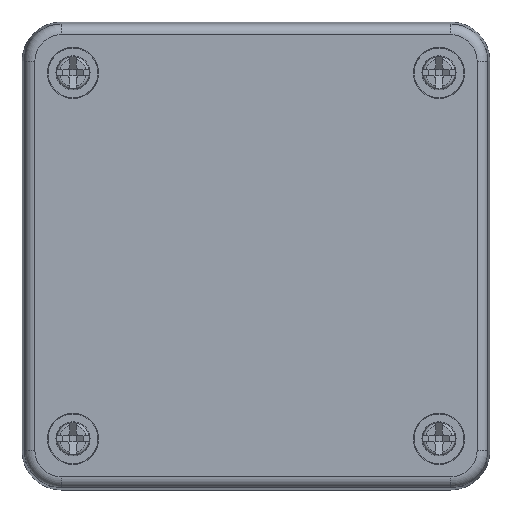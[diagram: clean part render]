
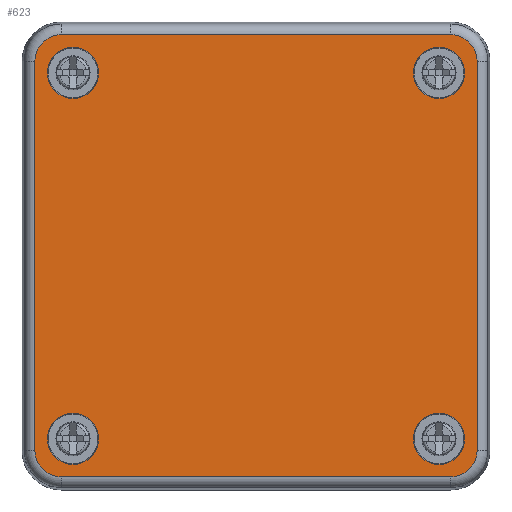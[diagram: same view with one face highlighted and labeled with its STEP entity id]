
A CAD part, top view. The second image highlights one B-rep face of the part: STEP entity #623.
In plain terms, the highlighted planar face has unit normal (0, 0, 1).
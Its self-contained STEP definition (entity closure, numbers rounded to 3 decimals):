
#623 = ADVANCED_FACE( '', ( #1542, #1543, #1544, #1545, #1546 ), #1547, .F. );
#1542 = FACE_BOUND( '', #2906, .T. );
#1543 = FACE_BOUND( '', #2907, .T. );
#1544 = FACE_BOUND( '', #2908, .T. );
#1545 = FACE_BOUND( '', #2909, .T. );
#1546 = FACE_OUTER_BOUND( '', #2910, .T. );
#1547 = PLANE( '', #2911 );
#2906 = EDGE_LOOP( '', ( #4552 ) );
#2907 = EDGE_LOOP( '', ( #4553 ) );
#2908 = EDGE_LOOP( '', ( #4554 ) );
#2909 = EDGE_LOOP( '', ( #4555 ) );
#2910 = EDGE_LOOP( '', ( #4556, #4557, #4558, #4559, #4560, #4561, #4562, #4563 ) );
#2911 = AXIS2_PLACEMENT_3D( '', #4564, #4565, #4566 );
#4552 = ORIENTED_EDGE( '', *, *, #7819, .T. );
#4553 = ORIENTED_EDGE( '', *, *, #7820, .T. );
#4554 = ORIENTED_EDGE( '', *, *, #7821, .T. );
#4555 = ORIENTED_EDGE( '', *, *, #7822, .T. );
#4556 = ORIENTED_EDGE( '', *, *, #7823, .T. );
#4557 = ORIENTED_EDGE( '', *, *, #7824, .F. );
#4558 = ORIENTED_EDGE( '', *, *, #7825, .T. );
#4559 = ORIENTED_EDGE( '', *, *, #7826, .F. );
#4560 = ORIENTED_EDGE( '', *, *, #7827, .F. );
#4561 = ORIENTED_EDGE( '', *, *, #7713, .T. );
#4562 = ORIENTED_EDGE( '', *, *, #7828, .F. );
#4563 = ORIENTED_EDGE( '', *, *, #7829, .T. );
#4564 = CARTESIAN_POINT( '', ( 37., 42.054, 19. ) );
#4565 = DIRECTION( '', ( 0., 0., -1. ) );
#4566 = DIRECTION( '', ( -1., 0., 0. ) );
#7713 = EDGE_CURVE( '', #9177, #9175, #9178, .T. );
#7819 = EDGE_CURVE( '', #9366, #9366, #9367, .T. );
#7820 = EDGE_CURVE( '', #9368, #9368, #9369, .T. );
#7821 = EDGE_CURVE( '', #9370, #9370, #9371, .T. );
#7822 = EDGE_CURVE( '', #9372, #9372, #9373, .T. );
#7823 = EDGE_CURVE( '', #9374, #9375, #9376, .T. );
#7824 = EDGE_CURVE( '', #9377, #9375, #9378, .T. );
#7825 = EDGE_CURVE( '', #9377, #9379, #9380, .T. );
#7826 = EDGE_CURVE( '', #9381, #9379, #9382, .T. );
#7827 = EDGE_CURVE( '', #9177, #9381, #9383, .T. );
#7828 = EDGE_CURVE( '', #9384, #9175, #9385, .T. );
#7829 = EDGE_CURVE( '', #9384, #9374, #9386, .T. );
#9175 = VERTEX_POINT( '', #11236 );
#9177 = VERTEX_POINT( '', #11238 );
#9178 = LINE( '', #11239, #11240 );
#9366 = VERTEX_POINT( '', #11492 );
#9367 = CIRCLE( '', #11493, 4.868 );
#9368 = VERTEX_POINT( '', #11494 );
#9369 = CIRCLE( '', #11495, 4.868 );
#9370 = VERTEX_POINT( '', #11496 );
#9371 = CIRCLE( '', #11497, 4.868 );
#9372 = VERTEX_POINT( '', #11498 );
#9373 = CIRCLE( '', #11499, 4.868 );
#9374 = VERTEX_POINT( '', #11500 );
#9375 = VERTEX_POINT( '', #11501 );
#9376 = CIRCLE( '', #11502, 5.054 );
#9377 = VERTEX_POINT( '', #11503 );
#9378 = LINE( '', #11504, #11505 );
#9379 = VERTEX_POINT( '', #11506 );
#9380 = CIRCLE( '', #11507, 5.054 );
#9381 = VERTEX_POINT( '', #11508 );
#9382 = LINE( '', #11509, #11510 );
#9383 = CIRCLE( '', #11511, 5.054 );
#9384 = VERTEX_POINT( '', #11512 );
#9385 = CIRCLE( '', #11513, 5.054 );
#9386 = LINE( '', #11514, #11515 );
#11236 = CARTESIAN_POINT( '', ( -37., 42.054, 19. ) );
#11238 = CARTESIAN_POINT( '', ( 37., 42.054, 19. ) );
#11239 = CARTESIAN_POINT( '', ( 37., 42.054, 19. ) );
#11240 = VECTOR( '', #13656, 1000. );
#11492 = CARTESIAN_POINT( '', ( -39.668, -34.8, 19. ) );
#11493 = AXIS2_PLACEMENT_3D( '', #13799, #13800, #13801 );
#11494 = CARTESIAN_POINT( '', ( -39.668, 34.8, 19. ) );
#11495 = AXIS2_PLACEMENT_3D( '', #13802, #13803, #13804 );
#11496 = CARTESIAN_POINT( '', ( 29.932, -34.8, 19. ) );
#11497 = AXIS2_PLACEMENT_3D( '', #13805, #13806, #13807 );
#11498 = CARTESIAN_POINT( '', ( 29.932, 34.8, 19. ) );
#11499 = AXIS2_PLACEMENT_3D( '', #13808, #13809, #13810 );
#11500 = CARTESIAN_POINT( '', ( -42.054, -37., 19. ) );
#11501 = CARTESIAN_POINT( '', ( -37., -42.054, 19. ) );
#11502 = AXIS2_PLACEMENT_3D( '', #13811, #13812, #13813 );
#11503 = CARTESIAN_POINT( '', ( 37., -42.054, 19. ) );
#11504 = CARTESIAN_POINT( '', ( 37., -42.054, 19. ) );
#11505 = VECTOR( '', #13814, 1000. );
#11506 = CARTESIAN_POINT( '', ( 42.054, -37., 19. ) );
#11507 = AXIS2_PLACEMENT_3D( '', #13815, #13816, #13817 );
#11508 = CARTESIAN_POINT( '', ( 42.054, 37., 19. ) );
#11509 = CARTESIAN_POINT( '', ( 42.054, 37., 19. ) );
#11510 = VECTOR( '', #13818, 1000. );
#11511 = AXIS2_PLACEMENT_3D( '', #13819, #13820, #13821 );
#11512 = CARTESIAN_POINT( '', ( -42.054, 37., 19. ) );
#11513 = AXIS2_PLACEMENT_3D( '', #13822, #13823, #13824 );
#11514 = CARTESIAN_POINT( '', ( -42.054, 37., 19. ) );
#11515 = VECTOR( '', #13825, 1000. );
#13656 = DIRECTION( '', ( -1., 0., 0. ) );
#13799 = CARTESIAN_POINT( '', ( -34.8, -34.8, 19. ) );
#13800 = DIRECTION( '', ( 0., 0., -1. ) );
#13801 = DIRECTION( '', ( -1., 0., 0. ) );
#13802 = CARTESIAN_POINT( '', ( -34.8, 34.8, 19. ) );
#13803 = DIRECTION( '', ( 0., 0., -1. ) );
#13804 = DIRECTION( '', ( -1., 0., 0. ) );
#13805 = CARTESIAN_POINT( '', ( 34.8, -34.8, 19. ) );
#13806 = DIRECTION( '', ( 0., 0., -1. ) );
#13807 = DIRECTION( '', ( -1., 0., 0. ) );
#13808 = CARTESIAN_POINT( '', ( 34.8, 34.8, 19. ) );
#13809 = DIRECTION( '', ( 0., 0., -1. ) );
#13810 = DIRECTION( '', ( -1., 0., 0. ) );
#13811 = CARTESIAN_POINT( '', ( -37., -37., 19. ) );
#13812 = DIRECTION( '', ( 0., 0., 1. ) );
#13813 = DIRECTION( '', ( 1., 0., 0. ) );
#13814 = DIRECTION( '', ( -1., 0., 0. ) );
#13815 = CARTESIAN_POINT( '', ( 37., -37., 19. ) );
#13816 = DIRECTION( '', ( 0., 0., 1. ) );
#13817 = DIRECTION( '', ( 1., 0., 0. ) );
#13818 = DIRECTION( '', ( 0., -1., 0. ) );
#13819 = CARTESIAN_POINT( '', ( 37., 37., 19. ) );
#13820 = DIRECTION( '', ( 0., 0., -1. ) );
#13821 = DIRECTION( '', ( -1., 0., 0. ) );
#13822 = CARTESIAN_POINT( '', ( -37., 37., 19. ) );
#13823 = DIRECTION( '', ( 0., 0., -1. ) );
#13824 = DIRECTION( '', ( -1., 0., 0. ) );
#13825 = DIRECTION( '', ( 0., -1., 0. ) );
